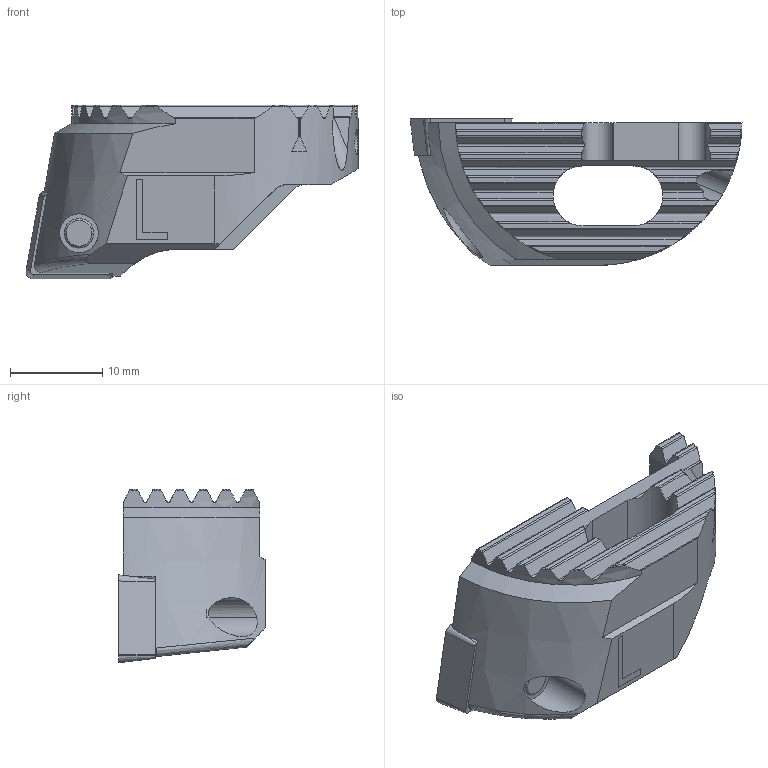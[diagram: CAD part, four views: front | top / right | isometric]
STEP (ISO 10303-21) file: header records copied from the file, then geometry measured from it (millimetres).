
FILE_DESCRIPTION(('no description'),'unknown implementation level');
FILE_NAME('92BBF412-F498-494D-A1CF-FA62BC01A252_export.stp',' ',('CIMSOURCE GmbH'),('CADClick - KiM GmbH - www.kimweb.de'),'unknown preprocess','ACIS','unknown authorization');
FILE_SCHEMA(('automotive_design'));
Length unit declared in the file: millimetre
Products named in the file (3): 639.436 Kaiser 41-51 SW32 CC09 L|694.141 Kaiser ETL M4x9.2 T15 IP 10S;Kreismuster1; 639.436 Kaiser 41-51 SW32 CC09 L|654.952 Kaiser CCMT 09T308 K20C;Kombinieren1; 639.436 Kaiser 41-51 SW32 CC09 L|639.436 Kaiser 41-51 SW32 CC09 L;Marke hinten
Bounding box: 35.92 x 15.87 x 18.8 mm (x, y, z)
Volume: 3998 mm3; surface area: 3108.4 mm2
Topology: 3 solids, 3 shells, 223 faces, 617 edges, 402 vertices
Faces by surface type: plane 95, cylinder 86, cone 31, torus 10, bspline 1
Entity records: 16009 total; most frequent: CARTESIAN_POINT 3315, STYLED_ITEM 1245, PRESENTATION_STYLE_ASSIGNMENT 1245, COLOUR_RGB 1245, ORIENTED_EDGE 1234, DIRECTION 1217, EDGE_CURVE 617, CURVE_STYLE 617
